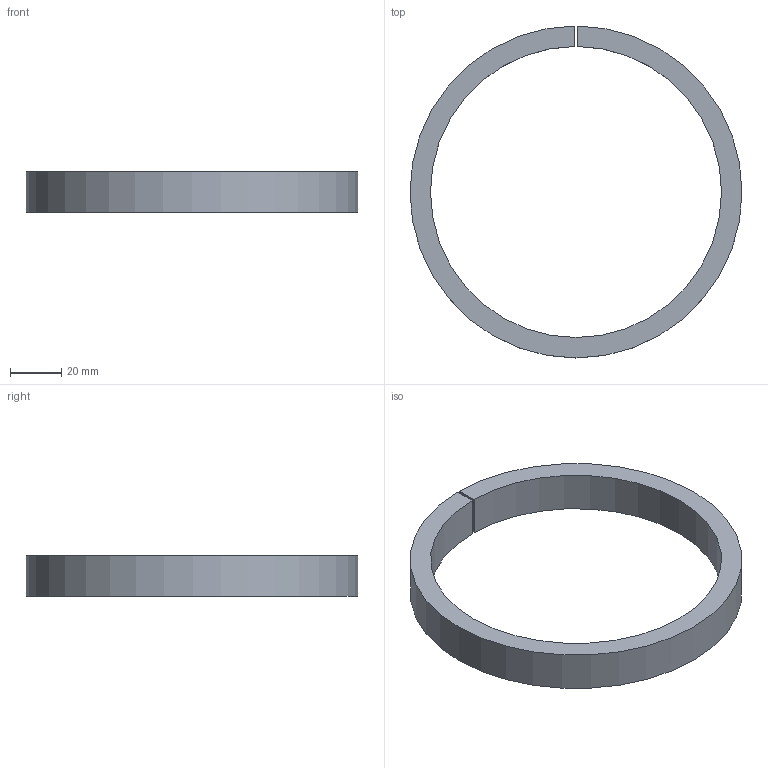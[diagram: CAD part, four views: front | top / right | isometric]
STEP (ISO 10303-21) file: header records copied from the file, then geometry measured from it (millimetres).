
FILE_DESCRIPTION (( 'STEP AP203' ), '1' );
FILE_NAME ('5638-130.step', '2020-05-14T11:26:17', ( '' ), ( '' ), 'SwSTEP 2.0', 'SolidWorks 2015', '' );
FILE_SCHEMA (( 'CONFIG_CONTROL_DESIGN' ));
Length unit declared in the file: millimetre
Products named in the file (1): 5638-130
Bounding box: 130 x 130 x 16 mm (x, y, z)
Volume: 48930.9 mm3; surface area: 18610.6 mm2
Topology: 1 solids, 1 shells, 227 faces, 606 edges, 404 vertices
Faces by surface type: bspline 119, plane 106, cylinder 2
Entity records: 13295 total; most frequent: CARTESIAN_POINT 8365, ORIENTED_EDGE 1212, EDGE_CURVE 606, DIRECTION 590, VERTEX_POINT 404, LINE 364, VECTOR 364, EDGE_LOOP 250
